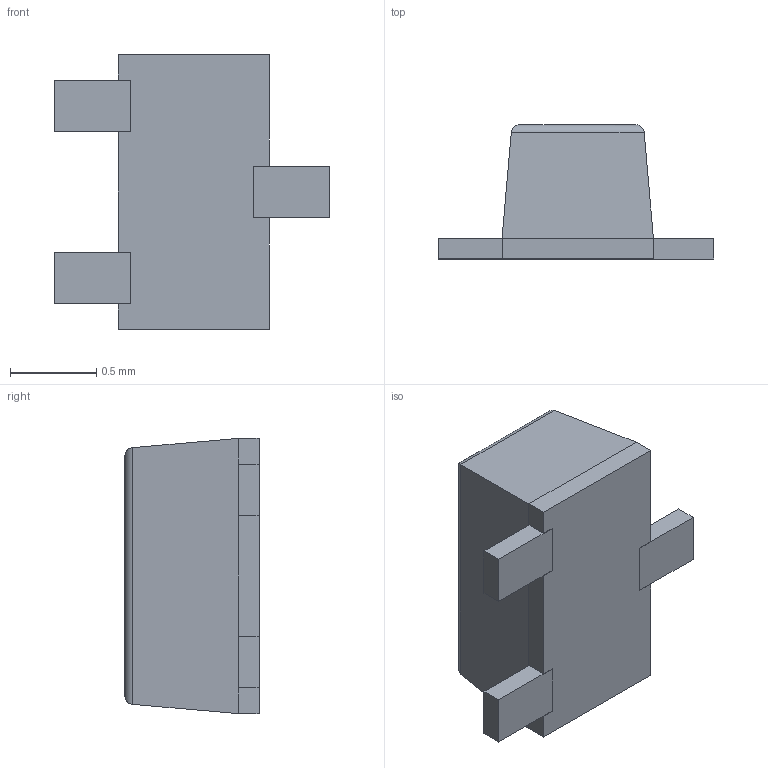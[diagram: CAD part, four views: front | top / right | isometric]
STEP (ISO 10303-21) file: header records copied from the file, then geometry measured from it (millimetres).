
FILE_DESCRIPTION (( 'STEP AP214' ), '1' );
FILE_NAME ('2N7002T.STEP', '2021-11-03T03:44:23', ( '' ), ( '' ), 'SwSTEP 2.0', 'SolidWorks 2017', '' );
FILE_SCHEMA (( 'AUTOMOTIVE_DESIGN' ));
Length unit declared in the file: millimetre
Products named in the file (1): 2N7002T
Bounding box: 1.6 x 0.78 x 1.6 mm (x, y, z)
Volume: 1 mm3; surface area: 7.6 mm2
Topology: 4 solids, 4 shells, 47 faces, 103 edges, 64 vertices
Faces by surface type: plane 43, cylinder 4
Entity records: 1306 total; most frequent: CARTESIAN_POINT 227, ORIENTED_EDGE 206, DIRECTION 195, EDGE_CURVE 103, VECTOR 99, LINE 99, VERTEX_POINT 64, AXIS2_PLACEMENT_3D 48
